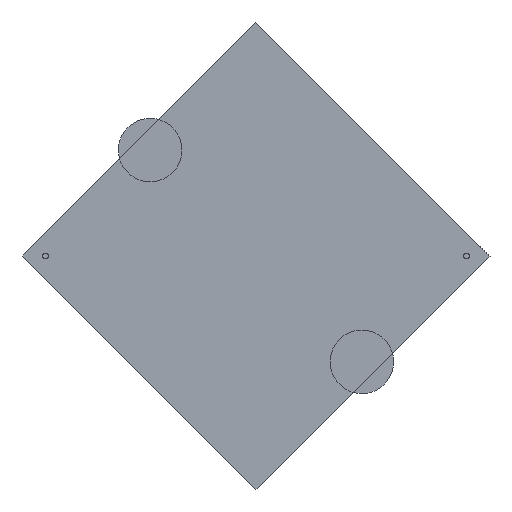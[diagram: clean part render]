
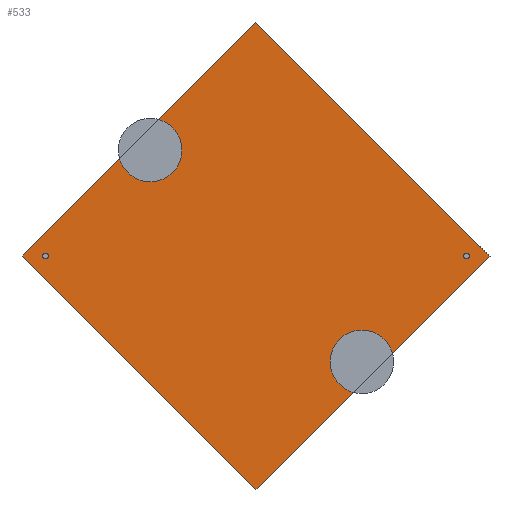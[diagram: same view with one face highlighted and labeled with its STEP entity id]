
A CAD part, front view. The second image highlights one B-rep face of the part: STEP entity #533.
In plain terms, the highlighted planar face has unit normal (0, -1, 0).
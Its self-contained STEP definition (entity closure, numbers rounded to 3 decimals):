
#166 = EDGE_CURVE('',#167,#169,#171,.T.);
#167 = VERTEX_POINT('',#168);
#168 = CARTESIAN_POINT('',(-70.71,-3.,0.));
#169 = VERTEX_POINT('',#170);
#170 = CARTESIAN_POINT('',(-41.256,-3.,29.454));
#171 = LINE('',#172,#173);
#172 = CARTESIAN_POINT('',(-70.71,-3.,0.));
#173 = VECTOR('',#174,1.);
#174 = DIRECTION('',(0.707,0.,0.707));
#210 = EDGE_CURVE('',#167,#211,#213,.T.);
#211 = VERTEX_POINT('',#212);
#212 = CARTESIAN_POINT('',(0.001,-3.,-70.711));
#213 = LINE('',#214,#215);
#214 = CARTESIAN_POINT('',(-70.71,-3.,0.));
#215 = VECTOR('',#216,1.);
#216 = DIRECTION('',(0.707,0.,-0.707));
#264 = EDGE_CURVE('',#211,#265,#267,.T.);
#265 = VERTEX_POINT('',#266);
#266 = CARTESIAN_POINT('',(29.455,-3.,-41.256));
#267 = LINE('',#268,#269);
#268 = CARTESIAN_POINT('',(0.001,-3.,-70.711));
#269 = VECTOR('',#270,1.);
#270 = DIRECTION('',(0.707,0.,0.707));
#299 = EDGE_CURVE('',#300,#302,#304,.T.);
#300 = VERTEX_POINT('',#301);
#301 = CARTESIAN_POINT('',(-29.454,-3.,41.256));
#302 = VERTEX_POINT('',#303);
#303 = CARTESIAN_POINT('',(0.001,-3.,70.711));
#304 = LINE('',#305,#306);
#305 = CARTESIAN_POINT('',(-70.71,-3.,0.));
#306 = VECTOR('',#307,1.);
#307 = DIRECTION('',(0.707,0.,0.707));
#375 = EDGE_CURVE('',#302,#376,#378,.T.);
#376 = VERTEX_POINT('',#377);
#377 = CARTESIAN_POINT('',(70.711,-3.,0.));
#378 = LINE('',#379,#380);
#379 = CARTESIAN_POINT('',(0.001,-3.,70.711));
#380 = VECTOR('',#381,1.);
#381 = DIRECTION('',(0.707,0.,-0.707));
#397 = EDGE_CURVE('',#398,#376,#400,.T.);
#398 = VERTEX_POINT('',#399);
#399 = CARTESIAN_POINT('',(41.256,-3.,-29.455));
#400 = LINE('',#401,#402);
#401 = CARTESIAN_POINT('',(0.001,-3.,-70.711));
#402 = VECTOR('',#403,1.);
#403 = DIRECTION('',(0.707,0.,0.707));
#533 = ADVANCED_FACE('',(#534,#562,#573),#584,.T.);
#534 = FACE_BOUND('',#535,.T.);
#535 = EDGE_LOOP('',(#536,#537,#538,#539,#549,#550,#551,#552));
#536 = ORIENTED_EDGE('',*,*,#166,.F.);
#537 = ORIENTED_EDGE('',*,*,#210,.T.);
#538 = ORIENTED_EDGE('',*,*,#264,.T.);
#539 = ORIENTED_EDGE('',*,*,#540,.F.);
#540 = EDGE_CURVE('',#398,#265,#541,.T.);
#541 = ( BOUNDED_CURVE() B_SPLINE_CURVE(2,(#542,#543,#544,#545,#546,#547
,#548),.UNSPECIFIED.,.T.,.F.) B_SPLINE_CURVE_WITH_KNOTS((1,2,2,2,2,1),(
    -2.094,0.,2.094,4.189,6.283,
8.378),.UNSPECIFIED.) CURVE() GEOMETRIC_REPRESENTATION_ITEM() 
RATIONAL_B_SPLINE_CURVE((1.,0.5,1.,0.5,1.,0.5,1.)) REPRESENTATION_ITEM(
  '') );
#542 = CARTESIAN_POINT('',(41.6,-3.,-32.));
#543 = CARTESIAN_POINT('',(41.6,-3.,-15.372));
#544 = CARTESIAN_POINT('',(27.2,-3.,-23.686));
#545 = CARTESIAN_POINT('',(12.8,-3.,-32.));
#546 = CARTESIAN_POINT('',(27.2,-3.,-40.314));
#547 = CARTESIAN_POINT('',(41.6,-3.,-48.628));
#548 = CARTESIAN_POINT('',(41.6,-3.,-32.));
#549 = ORIENTED_EDGE('',*,*,#397,.T.);
#550 = ORIENTED_EDGE('',*,*,#375,.F.);
#551 = ORIENTED_EDGE('',*,*,#299,.F.);
#552 = ORIENTED_EDGE('',*,*,#553,.T.);
#553 = EDGE_CURVE('',#300,#169,#554,.T.);
#554 = ( BOUNDED_CURVE() B_SPLINE_CURVE(2,(#555,#556,#557,#558,#559,#560
,#561),.UNSPECIFIED.,.T.,.F.) B_SPLINE_CURVE_WITH_KNOTS((1,2,2,2,2,1),(
    -2.094,0.,2.094,4.189,6.283,
8.378),.UNSPECIFIED.) CURVE() GEOMETRIC_REPRESENTATION_ITEM() 
RATIONAL_B_SPLINE_CURVE((1.,0.5,1.,0.5,1.,0.5,1.)) REPRESENTATION_ITEM(
  '') );
#555 = CARTESIAN_POINT('',(-32.,-3.,41.6));
#556 = CARTESIAN_POINT('',(-15.372,-3.,41.6));
#557 = CARTESIAN_POINT('',(-23.686,-3.,27.2));
#558 = CARTESIAN_POINT('',(-32.,-3.,12.8));
#559 = CARTESIAN_POINT('',(-40.314,-3.,27.2));
#560 = CARTESIAN_POINT('',(-48.628,-3.,41.6));
#561 = CARTESIAN_POINT('',(-32.,-3.,41.6));
#562 = FACE_BOUND('',#563,.T.);
#563 = EDGE_LOOP('',(#564));
#564 = ORIENTED_EDGE('',*,*,#565,.T.);
#565 = EDGE_CURVE('',#566,#566,#568,.T.);
#566 = VERTEX_POINT('',#567);
#567 = CARTESIAN_POINT('',(-64.5,-3.,0.));
#568 = CIRCLE('',#569,0.9);
#569 = AXIS2_PLACEMENT_3D('',#570,#571,#572);
#570 = CARTESIAN_POINT('',(-63.6,-3.,0.));
#571 = DIRECTION('',(0.,1.,0.));
#572 = DIRECTION('',(-1.,0.,0.));
#573 = FACE_BOUND('',#574,.T.);
#574 = EDGE_LOOP('',(#575));
#575 = ORIENTED_EDGE('',*,*,#576,.T.);
#576 = EDGE_CURVE('',#577,#577,#579,.T.);
#577 = VERTEX_POINT('',#578);
#578 = CARTESIAN_POINT('',(64.5,-3.,0.));
#579 = CIRCLE('',#580,0.9);
#580 = AXIS2_PLACEMENT_3D('',#581,#582,#583);
#581 = CARTESIAN_POINT('',(63.6,-3.,0.));
#582 = DIRECTION('',(-0.,1.,0.));
#583 = DIRECTION('',(1.,0.,0.));
#584 = PLANE('',#585);
#585 = AXIS2_PLACEMENT_3D('',#586,#587,#588);
#586 = CARTESIAN_POINT('',(-70.71,-3.,0.));
#587 = DIRECTION('',(0.,-1.,0.));
#588 = DIRECTION('',(0.707,0.,-0.707));
